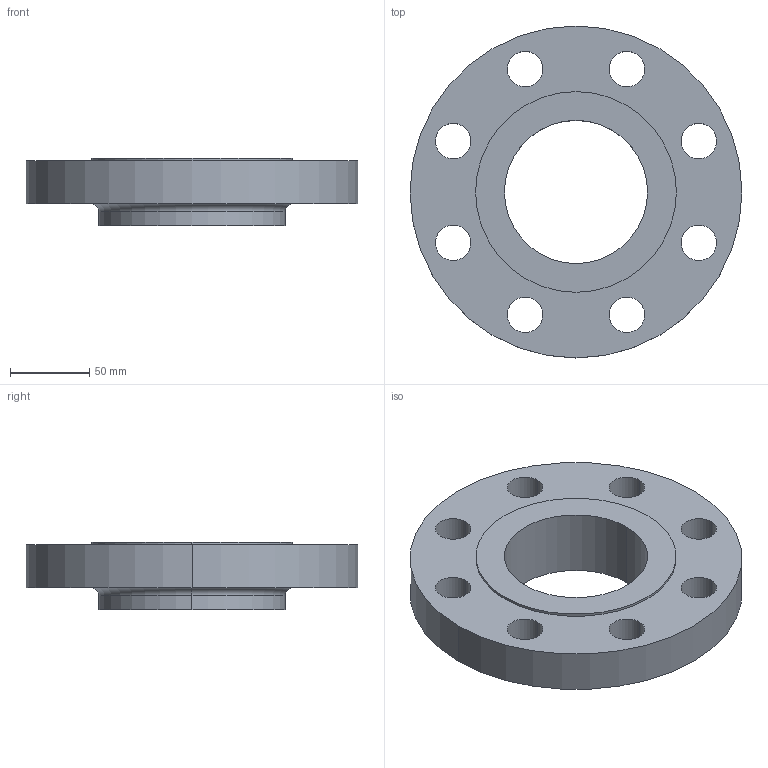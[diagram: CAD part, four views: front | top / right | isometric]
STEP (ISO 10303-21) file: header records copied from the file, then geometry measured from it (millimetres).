
FILE_DESCRIPTION (( 'STEP AP203' ), '1' );
FILE_NAME ('OEM-80NB-300-SO-316L_REV_.step', '2026-01-19T23:20:13', ( '' ), ( '' ), 'SwSTEP 2.0', 'SolidWorks 2025', '' );
FILE_SCHEMA (( 'CONFIG_CONTROL_DESIGN' ));
Length unit declared in the file: millimetre
Products named in the file (1): OEM-80NB-300-SO-316L_REV_
Bounding box: 210 x 210 x 43 mm (x, y, z)
Volume: 760055.8 mm3; surface area: 100870.7 mm2
Topology: 1 solids, 1 shells, 30 faces, 76 edges, 50 vertices
Faces by surface type: cylinder 24, plane 4, torus 2
Entity records: 1049 total; most frequent: DIRECTION 190, CARTESIAN_POINT 157, ORIENTED_EDGE 152, AXIS2_PLACEMENT_3D 83, EDGE_CURVE 76, CIRCLE 52, VERTEX_POINT 50, EDGE_LOOP 50
